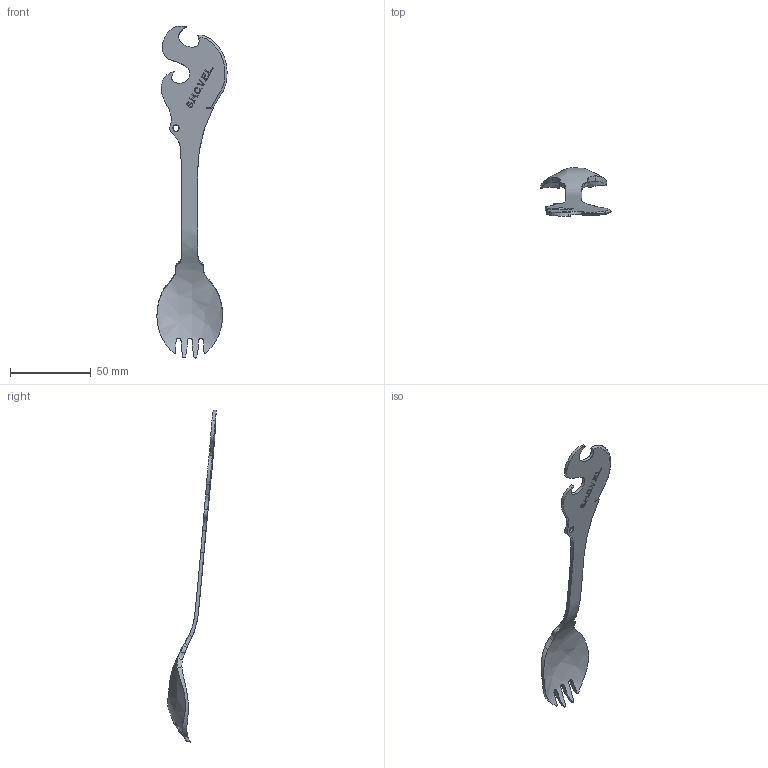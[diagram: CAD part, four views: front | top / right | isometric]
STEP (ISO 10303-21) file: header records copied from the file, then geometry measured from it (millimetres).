
FILE_DESCRIPTION((''),'2;1');
FILE_NAME('SPORK_V4','2013-08-06T',('Coonhaven'),(''),'PRO/ENGINEER BY PARAMETRIC TECHNOLOGY CORPORATION, 2012060','PRO/ENGINEER BY PARAMETRIC TECHNOLOGY CORPORATION, 2012060','');
FILE_SCHEMA(('CONFIG_CONTROL_DESIGN'));
Length unit declared in the file: inch
Products named in the file (1): SPORK_V4
Bounding box: 43.39 x 30.39 x 205.57 mm (x, y, z)
Volume: 11963.8 mm3; surface area: 10254.9 mm2
Topology: 1 solids, 1 shells, 229 faces, 640 edges, 426 vertices
Faces by surface type: bspline 211, plane 9, cylinder 5, extrusion 4
Entity records: 15172 total; most frequent: CARTESIAN_POINT 11110, ORIENTED_EDGE 1280, EDGE_CURVE 640, B_SPLINE_CURVE_WITH_KNOTS 626, VERTEX_POINT 426, EDGE_LOOP 244, FACE_OUTER_BOUND 229, ADVANCED_FACE 229
